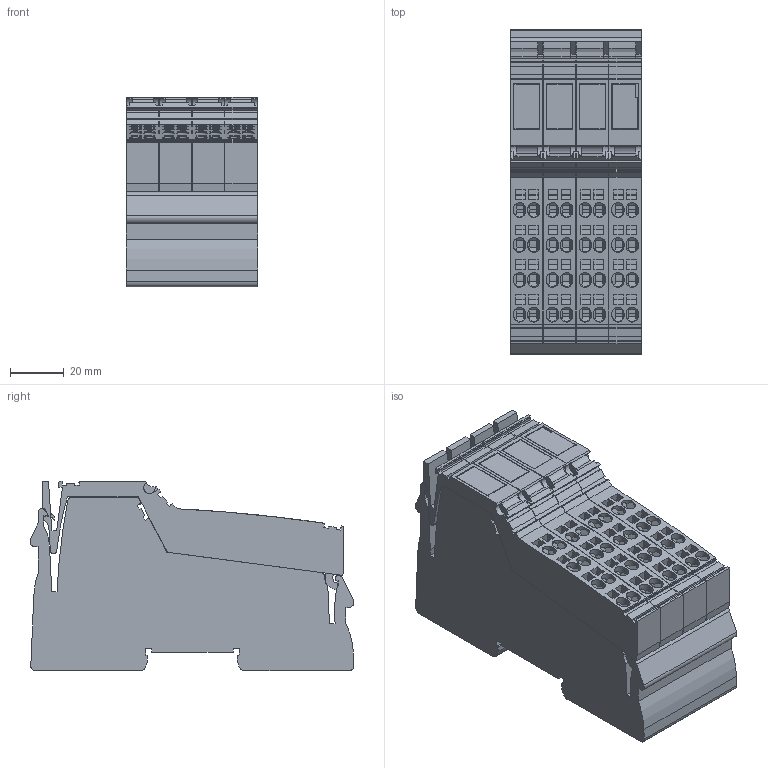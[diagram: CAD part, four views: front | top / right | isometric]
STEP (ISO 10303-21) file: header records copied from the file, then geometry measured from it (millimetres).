
FILE_DESCRIPTION(('Creo Elements/Direct Modeling STEP Export'),'2;1');
FILE_NAME('model.stp','2019-09-26T 9:50:47',(''),(''),'Creo Elements/Direct Modeling STEP processor for AP214 (Solid Model)','Creo Elements/Direct Modeling 20.1A 29-Sep-2018 (C) Parametric Technology GmbH','');
FILE_SCHEMA(('AUTOMOTIVE_DESIGN { 1 0 10303 214 1 1 1 1 }'));
Length unit declared in the file: millimetre
Products named in the file (5): L_L_ST_YE_1018-select.4; L_L_8_GEH_YE_1018-select; L_L_LWL_HBU-select.2; L-L_LWL_HBU_AUSSEN-select; IB_IL_24_PSDI_8_PAC-select
Assembly tree (9 placements, depth 2):
  IB_IL_24_PSDI_8_PAC-select
    L_L_LWL_HBU-select.2  x3
    L-L_LWL_HBU_AUSSEN-select
    L_L_ST_YE_1018-select.4  x4
    L_L_8_GEH_YE_1018-select
Bounding box: 48.6 x 120.1 x 70.43 mm (x, y, z)
Volume: 320868.5 mm3; surface area: 81506 mm2
Topology: 9 solids, 9 shells, 2113 faces, 5553 edges, 3670 vertices
Faces by surface type: plane 1820, cylinder 181, cone 112
Entity records: 40418 total; most frequent: CARTESIAN_POINT 8387, ORIENTED_EDGE 5148, DIRECTION 4583, EDGE_CURVE 2574, VECTOR 2343, LINE 2343, VERTEX_POINT 1708, AXIS2_PLACEMENT_3D 1120
